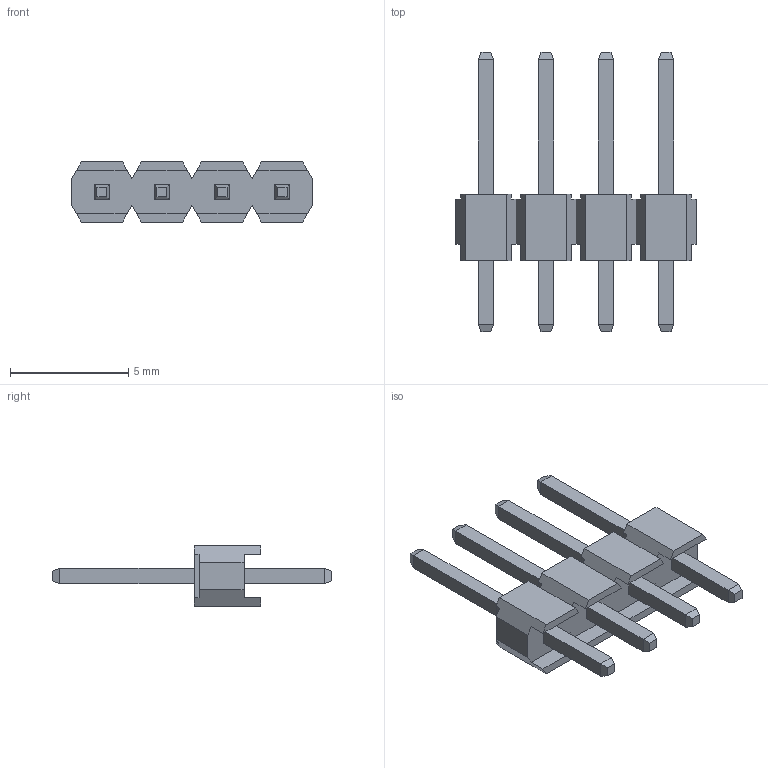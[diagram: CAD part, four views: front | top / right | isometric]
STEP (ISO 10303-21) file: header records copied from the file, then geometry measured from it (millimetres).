
FILE_DESCRIPTION (( 'STEP AP214' ), '1' );
FILE_NAME ('pls-4.STEP', '2011-06-02T10:17:35', ( 'vpeshkov' ), ( 'licard' ), 'SwSTEP 2.0', 'SolidWorks 2009', '' );
FILE_SCHEMA (( 'AUTOMOTIVE_DESIGN' ));
Length unit declared in the file: millimetre
Products named in the file (1): pls-4
Bounding box: 10.16 x 11.8 x 2.54 mm (x, y, z)
Volume: 68.4 mm3; surface area: 232.3 mm2
Topology: 1 solids, 1 shells, 132 faces, 334 edges, 212 vertices
Faces by surface type: plane 132
Entity records: 4668 total; most frequent: CARTESIAN_POINT 679, ORIENTED_EDGE 668, DIRECTION 600, EDGE_CURVE 334, LINE 334, VECTOR 334, VERTEX_POINT 212, EDGE_LOOP 140
